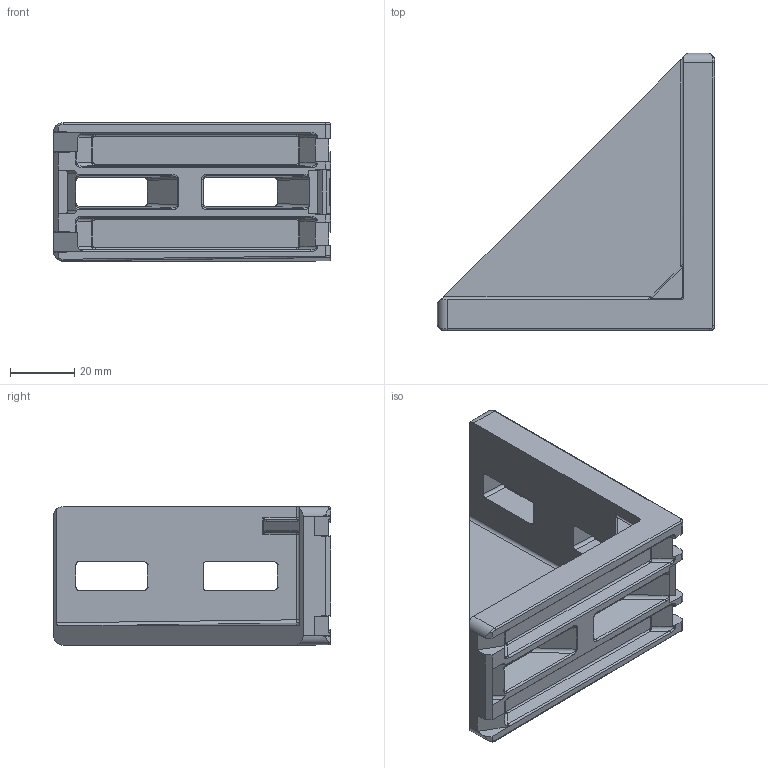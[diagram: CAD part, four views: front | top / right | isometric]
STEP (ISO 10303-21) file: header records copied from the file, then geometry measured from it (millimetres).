
FILE_DESCRIPTION (( 'STEP AP214' ), '1' );
FILE_NAME ('093w451.STEP', '2014-08-20T12:40:01', ( '' ), ( '' ), 'SwSTEP 2.0', 'SolidWorks 2014', '' );
FILE_SCHEMA (( 'AUTOMOTIVE_DESIGN' ));
Length unit declared in the file: millimetre
Products named in the file (1): 093w451
Bounding box: 86 x 86 x 43 mm (x, y, z)
Volume: 58041.5 mm3; surface area: 26361.1 mm2
Topology: 1 solids, 1 shells, 283 faces, 743 edges, 453 vertices
Faces by surface type: cylinder 109, plane 92, bspline 76, torus 5, sphere 1
Entity records: 9765 total; most frequent: CARTESIAN_POINT 3705, ORIENTED_EDGE 1476, DIRECTION 1059, EDGE_CURVE 738, VERTEX_POINT 453, VECTOR 361, LINE 361, AXIS2_PLACEMENT_3D 349
